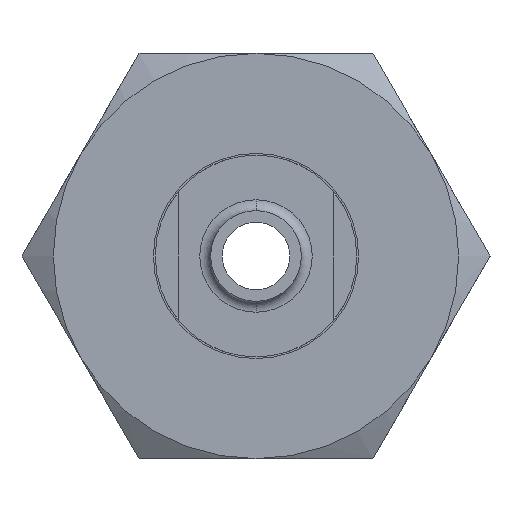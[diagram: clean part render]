
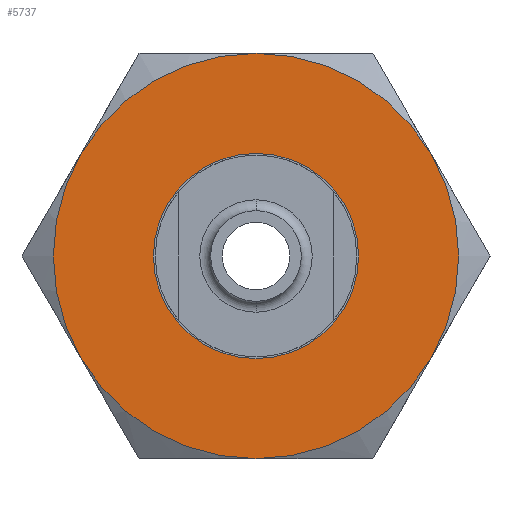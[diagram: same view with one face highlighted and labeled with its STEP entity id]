
A CAD part, left-side view. The second image highlights one B-rep face of the part: STEP entity #5737.
In plain terms, the highlighted planar face has unit normal (-1, 0, 0).
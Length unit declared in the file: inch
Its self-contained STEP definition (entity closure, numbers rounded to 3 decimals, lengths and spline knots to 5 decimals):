
#34 = AXIS2_PLACEMENT_3D ( 'NONE', #1322, #1413, #3559 ) ;
#57 = CIRCLE ( 'NONE', #3651, 0.5625 ) ;
#113 = DIRECTION ( 'NONE',  ( -1., 0., 0. ) ) ;
#172 = DIRECTION ( 'NONE',  ( 1., 0., 0. ) ) ;
#282 = AXIS2_PLACEMENT_3D ( 'NONE', #3758, #113, #2359 ) ;
#862 = DIRECTION ( 'NONE',  ( 0., 0., -1. ) ) ;
#1005 = DIRECTION ( 'NONE',  ( 0., 0., 1. ) ) ;
#1192 = DIRECTION ( 'NONE',  ( -1., 0., 0. ) ) ;
#1203 = CIRCLE ( 'NONE', #282, 0.5625 ) ;
#1214 = FACE_BOUND ( 'NONE', #7985, .T. ) ;
#1322 = CARTESIAN_POINT ( 'NONE',  ( -0.9445, 0., 0. ) ) ;
#1413 = DIRECTION ( 'NONE',  ( -1., 0., 0. ) ) ;
#1582 = CARTESIAN_POINT ( 'NONE',  ( -0.9445, 0., 0. ) ) ;
#1599 = DIRECTION ( 'NONE',  ( 1., 0., 0. ) ) ;
#1683 = EDGE_CURVE ( 'NONE', #8560, #2189, #2728, .T. ) ;
#2189 = VERTEX_POINT ( 'NONE', #7903 ) ;
#2333 = VERTEX_POINT ( 'NONE', #9417 ) ;
#2359 = DIRECTION ( 'NONE',  ( 0., 0., 1. ) ) ;
#2450 = CARTESIAN_POINT ( 'NONE',  ( -0.9445, 0.48714, 0.28125 ) ) ;
#2593 = CIRCLE ( 'NONE', #5490, 0.5625 ) ;
#2672 = ORIENTED_EDGE ( 'NONE', *, *, #6794, .T. ) ;
#2728 = CIRCLE ( 'NONE', #3958, 0.5625 ) ;
#3096 = DIRECTION ( 'NONE',  ( 1., 0., 0. ) ) ;
#3423 = DIRECTION ( 'NONE',  ( 0., 0., 1. ) ) ;
#3549 = CARTESIAN_POINT ( 'NONE',  ( -0.9445, 0., 0. ) ) ;
#3559 = DIRECTION ( 'NONE',  ( 0., 0., 1. ) ) ;
#3626 = VERTEX_POINT ( 'NONE', #9157 ) ;
#3651 = AXIS2_PLACEMENT_3D ( 'NONE', #4183, #7177, #3423 ) ;
#3705 = AXIS2_PLACEMENT_3D ( 'NONE', #7470, #3096, #4492 ) ;
#3758 = CARTESIAN_POINT ( 'NONE',  ( -0.9445, 0., 0. ) ) ;
#3805 = ORIENTED_EDGE ( 'NONE', *, *, #8334, .T. ) ;
#3958 = AXIS2_PLACEMENT_3D ( 'NONE', #8724, #6556, #5075 ) ;
#4015 = EDGE_LOOP ( 'NONE', ( #5836, #9133, #3805, #5799, #4240, #5290 ) ) ;
#4054 = CARTESIAN_POINT ( 'NONE',  ( -0.9445, 0., 0. ) ) ;
#4078 = CIRCLE ( 'NONE', #9072, 0.28475 ) ;
#4154 = EDGE_CURVE ( 'NONE', #9059, #8560, #4199, .T. ) ;
#4183 = CARTESIAN_POINT ( 'NONE',  ( -0.9445, 0., 0. ) ) ;
#4199 = CIRCLE ( 'NONE', #8625, 0.5625 ) ;
#4240 = ORIENTED_EDGE ( 'NONE', *, *, #5993, .T. ) ;
#4293 = CARTESIAN_POINT ( 'NONE',  ( -0.9445, 0., -0.28475 ) ) ;
#4492 = DIRECTION ( 'NONE',  ( 0., 0., -1. ) ) ;
#4868 = VERTEX_POINT ( 'NONE', #8358 ) ;
#4876 = CARTESIAN_POINT ( 'NONE',  ( -0.9445, 0., 0. ) ) ;
#5075 = DIRECTION ( 'NONE',  ( 0., 0., 1. ) ) ;
#5224 = DIRECTION ( 'NONE',  ( 0., 0., -1. ) ) ;
#5290 = ORIENTED_EDGE ( 'NONE', *, *, #7928, .T. ) ;
#5490 = AXIS2_PLACEMENT_3D ( 'NONE', #4876, #7566, #1005 ) ;
#5673 = EDGE_CURVE ( 'NONE', #8375, #2333, #7511, .T. ) ;
#5737 = ADVANCED_FACE ( 'NONE', ( #1214, #7946 ), #7909, .F. ) ;
#5799 = ORIENTED_EDGE ( 'NONE', *, *, #6213, .T. ) ;
#5836 = ORIENTED_EDGE ( 'NONE', *, *, #4154, .T. ) ;
#5993 = EDGE_CURVE ( 'NONE', #4868, #6790, #1203, .T. ) ;
#6165 = AXIS2_PLACEMENT_3D ( 'NONE', #3549, #1599, #5224 ) ;
#6213 = EDGE_CURVE ( 'NONE', #3626, #4868, #2593, .T. ) ;
#6353 = CIRCLE ( 'NONE', #34, 0.5625 ) ;
#6556 = DIRECTION ( 'NONE',  ( -1., 0., 0. ) ) ;
#6790 = VERTEX_POINT ( 'NONE', #7424 ) ;
#6794 = EDGE_CURVE ( 'NONE', #2333, #8375, #4078, .T. ) ;
#6936 = ORIENTED_EDGE ( 'NONE', *, *, #5673, .T. ) ;
#6962 = DIRECTION ( 'NONE',  ( 0., 0., 1. ) ) ;
#7177 = DIRECTION ( 'NONE',  ( -1., 0., 0. ) ) ;
#7424 = CARTESIAN_POINT ( 'NONE',  ( -0.9445, -0.48714, 0.28125 ) ) ;
#7470 = CARTESIAN_POINT ( 'NONE',  ( -0.9445, 0., 0. ) ) ;
#7511 = CIRCLE ( 'NONE', #3705, 0.28475 ) ;
#7566 = DIRECTION ( 'NONE',  ( -1., 0., 0. ) ) ;
#7899 = CARTESIAN_POINT ( 'NONE',  ( -0.9445, 0., 0.5625 ) ) ;
#7903 = CARTESIAN_POINT ( 'NONE',  ( -0.9445, 0.48714, -0.28125 ) ) ;
#7909 = PLANE ( 'NONE',  #6165 ) ;
#7928 = EDGE_CURVE ( 'NONE', #6790, #9059, #57, .T. ) ;
#7946 = FACE_OUTER_BOUND ( 'NONE', #4015, .T. ) ;
#7985 = EDGE_LOOP ( 'NONE', ( #6936, #2672 ) ) ;
#8334 = EDGE_CURVE ( 'NONE', #2189, #3626, #6353, .T. ) ;
#8358 = CARTESIAN_POINT ( 'NONE',  ( -0.9445, -0.48714, -0.28125 ) ) ;
#8375 = VERTEX_POINT ( 'NONE', #4293 ) ;
#8560 = VERTEX_POINT ( 'NONE', #2450 ) ;
#8625 = AXIS2_PLACEMENT_3D ( 'NONE', #4054, #1192, #6962 ) ;
#8724 = CARTESIAN_POINT ( 'NONE',  ( -0.9445, 0., 0. ) ) ;
#9059 = VERTEX_POINT ( 'NONE', #7899 ) ;
#9072 = AXIS2_PLACEMENT_3D ( 'NONE', #1582, #172, #862 ) ;
#9133 = ORIENTED_EDGE ( 'NONE', *, *, #1683, .T. ) ;
#9157 = CARTESIAN_POINT ( 'NONE',  ( -0.9445, 0., -0.5625 ) ) ;
#9417 = CARTESIAN_POINT ( 'NONE',  ( -0.9445, 0., 0.28475 ) ) ;
